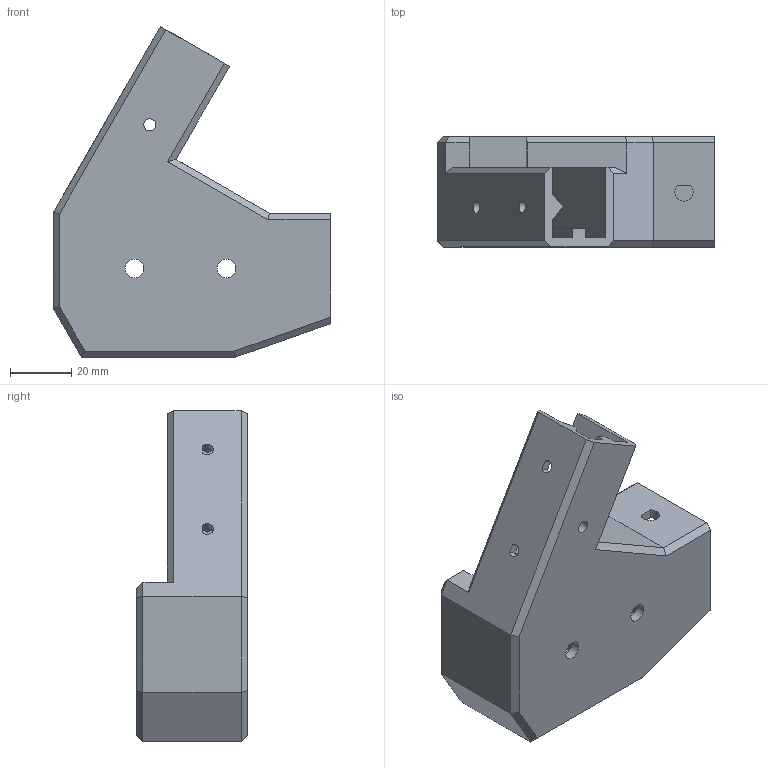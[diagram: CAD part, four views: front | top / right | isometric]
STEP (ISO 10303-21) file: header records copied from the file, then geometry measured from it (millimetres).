
FILE_DESCRIPTION(('FreeCAD Model'),'2;1');
FILE_NAME('LowerNodeTip.step','2016-01-12T16:29:54',(''),(''), 'Open CASCADE STEP processor 6.8','FreeCAD','Unknown');
FILE_SCHEMA(('AUTOMOTIVE_DESIGN_CC2 { 1 2 10303 214 -1 1 5 4 }'));
Length unit declared in the file: millimetre
Products named in the file (2): ASSEMBLY; UpperNodeL
Assembly tree (1 placements, depth 2):
  ASSEMBLY
    UpperNodeL
Bounding box: 90.5 x 36 x 107.94 mm (x, y, z)
Volume: 92145.5 mm3; surface area: 31924 mm2
Topology: 1 solids, 1 shells, 95 faces, 253 edges, 162 vertices
Faces by surface type: plane 88, cylinder 7
Full cylindrical faces by diameter (mm): 4 x1, 6 x2
Entity records: 6182 total; most frequent: CARTESIAN_POINT 1167, DIRECTION 869, LINE 635, VECTOR 635, ORIENTED_EDGE 506, PCURVE 506, DEFINITIONAL_REPRESENTATION 506, EDGE_CURVE 253
